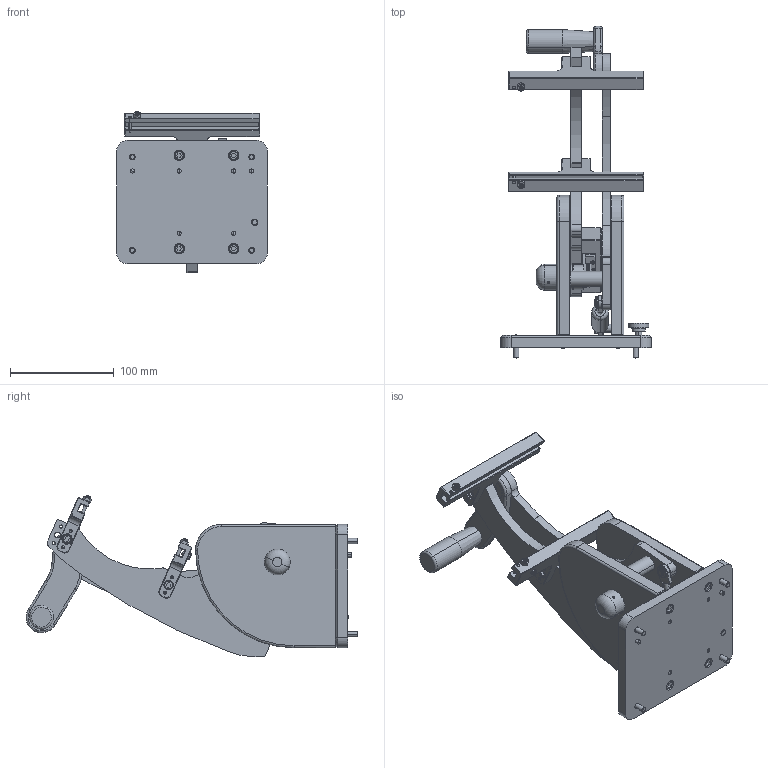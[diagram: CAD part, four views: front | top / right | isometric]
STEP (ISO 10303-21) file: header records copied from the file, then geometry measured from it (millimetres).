
FILE_DESCRIPTION (( 'STEP AP214' ), '1' );
FILE_NAME ('41570~10-open.STEP', '2018-01-09T10:35:55', ( '' ), ( '' ), 'SwSTEP 2.0', 'SolidWorks 2016', '' );
FILE_SCHEMA (( 'AUTOMOTIVE_DESIGN' ));
Length unit declared in the file: millimetre
Products named in the file (57): 42243_001~0_S; 52469~0_KUNDE<S>; 42243~0_hub 35<S>; 42063~0_S; 2669~0; 41846~0; DIN934~n_M08,0x1,00; 2972~0; 40769~0; DIN912~n_M05,0x010; 51861~0_flex 86,5 bis 106,5 <S>; DIN912~n_M06,0x016; DIN934~n_M04,0; 2670~0; DIN912~n_M05,0x020; K_36517~0_Standard ohne Dyn Punkt<Standard>; 3586_Nadellager~0; 41570~10-open; 42062~0_S; 46227~0; K_36518~0; DIN125~n_06,4 M06,0 Fase; 41859~3_KUNDE<S>; 3289~0; 52473~0_S; 52472~0_KUNDE<S>; 49317~0; 41852~0; 41858~0_S; 2351~0; 4395~0; 4824~0; 36027~3_S; 42243_002~0_S; 41849~0; 41869~0; 23469~0; 2679~0_4 m6 x 16; 42065~0; 41855~1_S ...
Assembly tree (88 placements, depth 3):
  41570~10-open
    41569~2
    52472~0_KUNDE<S>
    52471~0_KUNDE<S>
    41859~3_KUNDE<S>
    52469~0_KUNDE<S>
    41854~0_S
    41855~1_S
    41845~1
    41858~0_S
    52473~0_S
    41846~0
    42243~0_hub 35<S>
      42243_001~0_S
      42243_002~0_S
    42243_001~0_S
    2351~0
    41848~0_S
    41853~0
    41843~0
    41869~0
    41849~0
    41852~0  x2
    31109~0  x2
    4824~0
    48565~1_S
    36027~3_S
    49317~0
    1720~0
    51861~0_flex 86,5 bis 106,5 <S>
      K_36517~0_Standard ohne Dyn Punkt<Standard>
      K_36518~0
    42065~0  x2
    42062~0_S  x5
    42063~0_S
    42064~0_S
    3586_Nadellager~0
    3289~0  x2
    2972~0
    4395~0
    DIN912~n_M06,0x016
    DIN912~n_M05,0x010
    DIN912~n_M05,0x016  x8
    DIN912~n_M05,0x020  x2
    DIN7991~n_M05,0x016
    DIN7991~n_M03,0x008  x4
    40769~0
    2690~0
    2679~0_4 m6 x 16  x6
    2669~0  x2
    2670~0  x4
    23469~0
    DIN934~n_M08,0x1,00
    DIN934~n_M04,0  x2
    DIN125~n_06,4 M06,0 Fase  x2
    2833~0_d 5
    46227~0
    17281~0_S  x2
Bounding box: 145 x 320.14 x 155.66 mm (x, y, z)
Volume: 954141.7 mm3; surface area: 281794.6 mm2
Topology: 90 solids, 94 shells, 2187 faces, 5232 edges, 3315 vertices
Faces by surface type: plane 941, cylinder 807, cone 318, torus 69, sphere 38, bspline 14
Entity records: 59392 total; most frequent: CARTESIAN_POINT 10112, DIRECTION 9101, ORIENTED_EDGE 8288, EDGE_CURVE 4144, AXIS2_PLACEMENT_3D 3454, VERTEX_POINT 2642, LINE 2193, VECTOR 2193
